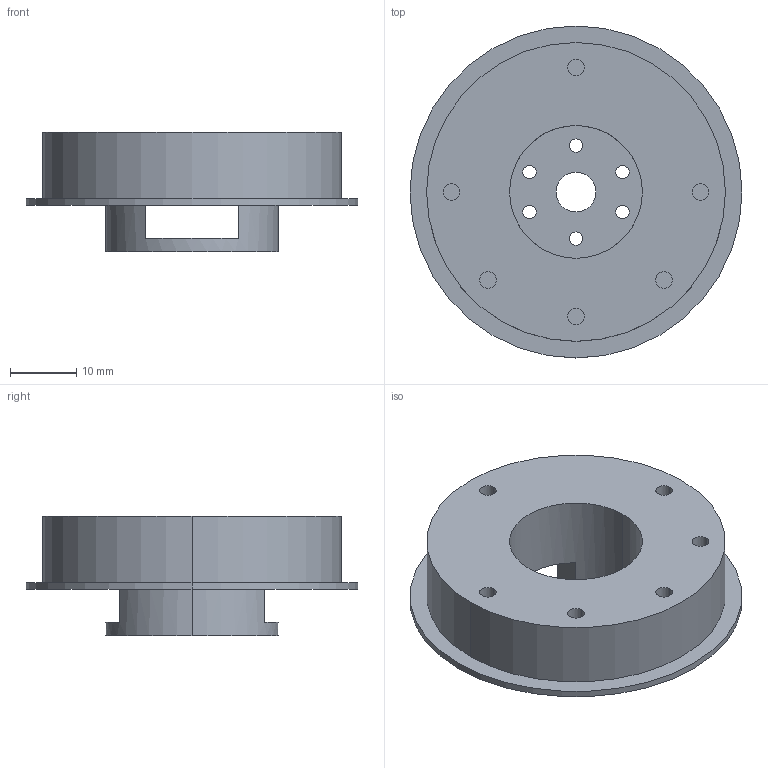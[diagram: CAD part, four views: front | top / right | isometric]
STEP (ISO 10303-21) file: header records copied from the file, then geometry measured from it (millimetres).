
FILE_DESCRIPTION (( 'STEP AP214' ), '1' );
FILE_NAME ('2024.07.31_窍何海绢傅圈歹.STEP', '2024-08-02T07:59:08', ( '' ), ( '' ), 'SwSTEP 2.0', 'SolidWorks 2024', '' );
FILE_SCHEMA (( 'AUTOMOTIVE_DESIGN' ));
Length unit declared in the file: millimetre
Products named in the file (1): 2024.07.31_하부베어링홀더
Bounding box: 50 x 50 x 18 mm (x, y, z)
Volume: 15775.4 mm3; surface area: 7425 mm2
Topology: 1 solids, 1 shells, 49 faces, 126 edges, 84 vertices
Faces by surface type: cylinder 34, plane 15
Entity records: 1595 total; most frequent: DIRECTION 302, CARTESIAN_POINT 260, ORIENTED_EDGE 252, AXIS2_PLACEMENT_3D 126, EDGE_CURVE 126, VERTEX_POINT 84, CIRCLE 76, EDGE_LOOP 72
